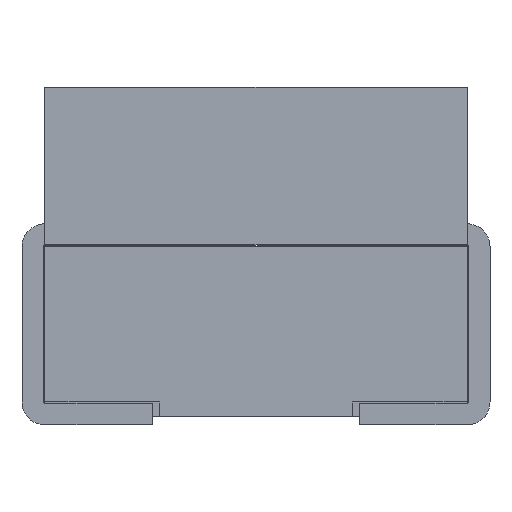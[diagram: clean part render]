
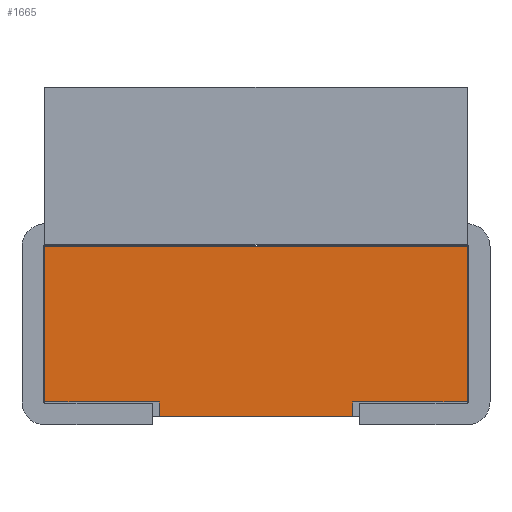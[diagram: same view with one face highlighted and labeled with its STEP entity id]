
A CAD part, left-side view. The second image highlights one B-rep face of the part: STEP entity #1665.
In plain terms, the highlighted free-form (B-spline) face has degree [1, 1] with [2, 2] control points.
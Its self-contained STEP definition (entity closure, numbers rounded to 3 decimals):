
#1481=CARTESIAN_POINT('',(-3.575,-2.95,-2.23));
#1482=VERTEX_POINT('',#1481);
#1488=CARTESIAN_POINT('',(-3.575,2.95,-2.23));
#1489=VERTEX_POINT('',#1488);
#1490=CARTESIAN_POINT('',(-3.575,-2.95,-2.23));
#1491=CARTESIAN_POINT('',(-3.575,2.95,-2.23));
#1492=B_SPLINE_CURVE_WITH_KNOTS('',1,(#1490,#1491),.UNSPECIFIED.,.F.,.U.,(2,2),(0.,1.),.UNSPECIFIED.);
#1493=EDGE_CURVE('',#1482,#1489,#1492,.T.);
#1557=CARTESIAN_POINT('',(-3.575,-1.35,-4.6));
#1558=VERTEX_POINT('',#1557);
#1564=CARTESIAN_POINT('',(-3.575,1.35,-4.6));
#1565=VERTEX_POINT('',#1564);
#1566=CARTESIAN_POINT('',(-3.575,-1.35,-4.6));
#1567=CARTESIAN_POINT('',(-3.575,1.35,-4.6));
#1568=B_SPLINE_CURVE_WITH_KNOTS('',1,(#1566,#1567),.UNSPECIFIED.,.F.,.U.,(2,2),(0.271,0.729),.UNSPECIFIED.);
#1569=EDGE_CURVE('',#1558,#1565,#1568,.T.);
#1600=CARTESIAN_POINT('',(-3.575,-2.95,-4.4));
#1601=VERTEX_POINT('',#1600);
#1602=CARTESIAN_POINT('',(-3.575,-2.95,-2.23));
#1603=CARTESIAN_POINT('',(-3.575,-2.95,-4.4));
#1604=B_SPLINE_CURVE_WITH_KNOTS('',1,(#1602,#1603),.UNSPECIFIED.,.F.,.U.,(2,2),(0.,0.916),.UNSPECIFIED.);
#1605=EDGE_CURVE('',#1482,#1601,#1604,.T.);
#1624=CARTESIAN_POINT('',(-3.575,-2.95,-2.23));
#1625=CARTESIAN_POINT('',(-3.575,-2.95,-4.6));
#1626=CARTESIAN_POINT('',(-3.575,2.95,-2.23));
#1627=CARTESIAN_POINT('',(-3.575,2.95,-4.6));
#1628=B_SPLINE_SURFACE_WITH_KNOTS('',1,1,((#1624,#1625),(#1626,#1627)),.PLANE_SURF.,.F.,.F.,.U.,(2,2),(2,2),(0.,1.),(0.,1.),.UNSPECIFIED.);
#1629=ORIENTED_EDGE('',*,*,#1493,.T.);
#1630=CARTESIAN_POINT('',(-3.575,2.95,-4.4));
#1631=VERTEX_POINT('',#1630);
#1632=CARTESIAN_POINT('',(-3.575,2.95,-2.23));
#1633=CARTESIAN_POINT('',(-3.575,2.95,-4.4));
#1634=B_SPLINE_CURVE_WITH_KNOTS('',1,(#1632,#1633),.UNSPECIFIED.,.F.,.U.,(2,2),(0.,0.916),.UNSPECIFIED.);
#1635=EDGE_CURVE('',#1489,#1631,#1634,.T.);
#1636=ORIENTED_EDGE('',*,*,#1635,.T.);
#1637=CARTESIAN_POINT('',(-3.575,1.35,-4.4));
#1638=VERTEX_POINT('',#1637);
#1639=CARTESIAN_POINT('',(-3.575,1.35,-4.4));
#1640=CARTESIAN_POINT('',(-3.575,2.95,-4.4));
#1641=B_SPLINE_CURVE_WITH_KNOTS('',1,(#1639,#1640),.UNSPECIFIED.,.F.,.U.,(2,2),(0.,1.),.UNSPECIFIED.);
#1642=EDGE_CURVE('',#1638,#1631,#1641,.T.);
#1643=ORIENTED_EDGE('',*,*,#1642,.F.);
#1644=CARTESIAN_POINT('',(-3.575,1.35,-4.6));
#1645=CARTESIAN_POINT('',(-3.575,1.35,-4.4));
#1646=B_SPLINE_CURVE_WITH_KNOTS('',1,(#1644,#1645),.UNSPECIFIED.,.F.,.U.,(2,2),(0.,1.),.UNSPECIFIED.);
#1647=EDGE_CURVE('',#1565,#1638,#1646,.T.);
#1648=ORIENTED_EDGE('',*,*,#1647,.F.);
#1649=ORIENTED_EDGE('',*,*,#1569,.F.);
#1650=CARTESIAN_POINT('',(-3.575,-1.35,-4.4));
#1651=VERTEX_POINT('',#1650);
#1652=CARTESIAN_POINT('',(-3.575,-1.35,-4.6));
#1653=CARTESIAN_POINT('',(-3.575,-1.35,-4.4));
#1654=B_SPLINE_CURVE_WITH_KNOTS('',1,(#1652,#1653),.UNSPECIFIED.,.F.,.U.,(2,2),(0.,1.),.UNSPECIFIED.);
#1655=EDGE_CURVE('',#1558,#1651,#1654,.T.);
#1656=ORIENTED_EDGE('',*,*,#1655,.T.);
#1657=CARTESIAN_POINT('',(-3.575,-2.95,-4.4));
#1658=CARTESIAN_POINT('',(-3.575,-1.35,-4.4));
#1659=B_SPLINE_CURVE_WITH_KNOTS('',1,(#1657,#1658),.UNSPECIFIED.,.F.,.U.,(2,2),(0.,1.),.UNSPECIFIED.);
#1660=EDGE_CURVE('',#1601,#1651,#1659,.T.);
#1661=ORIENTED_EDGE('',*,*,#1660,.F.);
#1662=ORIENTED_EDGE('',*,*,#1605,.F.);
#1663=EDGE_LOOP('',(#1629,#1636,#1643,#1648,#1649,#1656,#1661,#1662));
#1664=FACE_OUTER_BOUND('',#1663,.T.);
#1665=ADVANCED_FACE('',(#1664),#1628,.T.);
